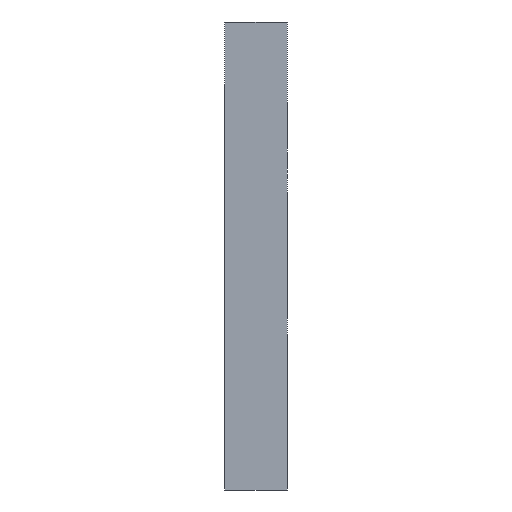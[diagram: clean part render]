
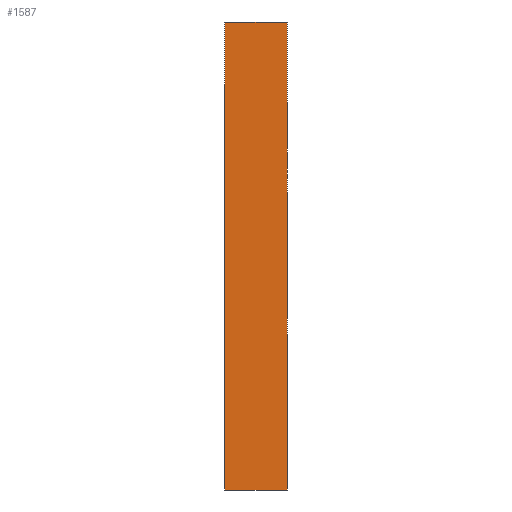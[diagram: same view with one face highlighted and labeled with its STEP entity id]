
A CAD part, left-side view. The second image highlights one B-rep face of the part: STEP entity #1587.
In plain terms, the highlighted planar face has unit normal (-1, 0, 0).
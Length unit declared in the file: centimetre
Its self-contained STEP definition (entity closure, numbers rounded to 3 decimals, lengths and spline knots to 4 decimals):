
#108=PLANE('',#1798);
#178=VECTOR('',#2231,1.);
#182=VECTOR('',#2236,1.);
#190=VECTOR('',#2250,1.);
#191=VECTOR('',#2251,1.);
#212=LINE('',#2854,#178);
#216=LINE('',#2863,#182);
#224=LINE('',#3337,#190);
#225=LINE('',#3339,#191);
#366=VERTEX_POINT('',#2855);
#367=VERTEX_POINT('',#2856);
#370=VERTEX_POINT('',#2864);
#376=VERTEX_POINT('',#3338);
#654=EDGE_CURVE('',#366,#367,#212,.T.);
#658=EDGE_CURVE('',#370,#367,#216,.T.);
#668=EDGE_CURVE('',#376,#366,#224,.T.);
#669=EDGE_CURVE('',#376,#370,#225,.T.);
#1002=ORIENTED_EDGE('',*,*,#668,.T.);
#1003=ORIENTED_EDGE('',*,*,#654,.T.);
#1004=ORIENTED_EDGE('',*,*,#658,.F.);
#1005=ORIENTED_EDGE('',*,*,#669,.F.);
#1264=EDGE_LOOP('',(#1002,#1003,#1004,#1005));
#1508=FACE_BOUND('',#1264,.T.);
#1587=ADVANCED_FACE('',(#1508),#108,.T.);
#1798=AXIS2_PLACEMENT_3D('',#3336,#2249,$);
#2231=DIRECTION('',(0.,0.,1.));
#2236=DIRECTION('',(0.,-1.,0.));
#2249=DIRECTION('',(-1.,0.,0.));
#2250=DIRECTION('',(0.,-1.,0.));
#2251=DIRECTION('',(0.,0.,1.));
#2854=CARTESIAN_POINT('',(-2.54,-1.123,-1.905));
#2855=CARTESIAN_POINT('',(-2.54,-1.123,-1.905));
#2856=CARTESIAN_POINT('',(-2.54,-1.123,1.905));
#2863=CARTESIAN_POINT('',(-2.54,-0.615,1.905));
#2864=CARTESIAN_POINT('',(-2.54,-0.615,1.905));
#3336=CARTESIAN_POINT('',(-2.54,-0.615,0.));
#3337=CARTESIAN_POINT('',(-2.54,-0.615,-1.905));
#3338=CARTESIAN_POINT('',(-2.54,-0.615,-1.905));
#3339=CARTESIAN_POINT('',(-2.54,-0.615,-1.905));
